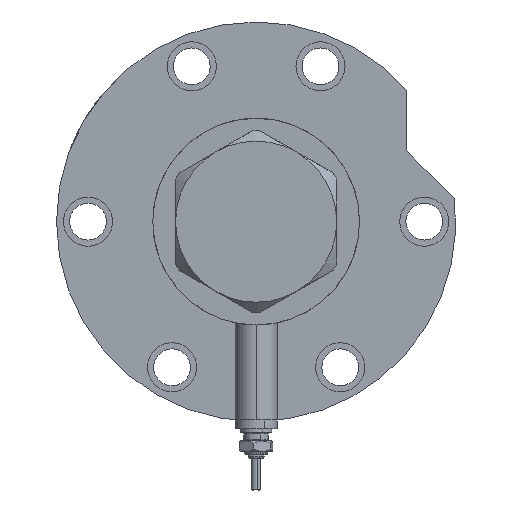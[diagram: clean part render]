
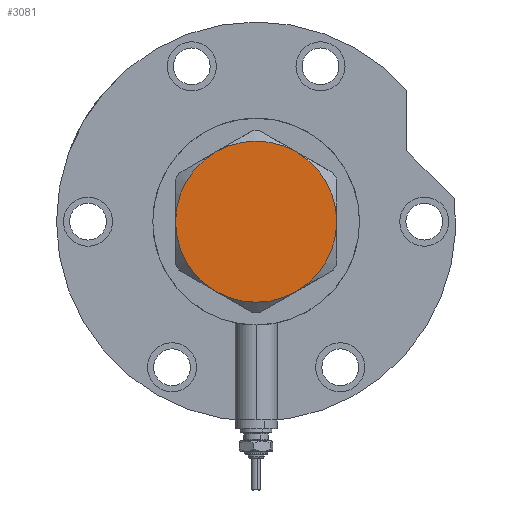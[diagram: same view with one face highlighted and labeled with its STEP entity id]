
A CAD part, left-side view. The second image highlights one B-rep face of the part: STEP entity #3081.
In plain terms, the highlighted face is planar.
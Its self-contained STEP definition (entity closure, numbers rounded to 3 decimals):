
#20 = ORIENTED_EDGE ( 'NONE', *, *, #7504, .T. ) ;
#162 = PLANE ( 'NONE',  #1243 ) ;
#306 = CARTESIAN_POINT ( 'NONE',  ( 0., 0., 13. ) ) ;
#538 = VERTEX_POINT ( 'NONE', #6290 ) ;
#553 = DIRECTION ( 'NONE',  ( 1., 0., 0. ) ) ;
#750 = EDGE_LOOP ( 'NONE', ( #5230, #5749, #3276, #20, #1898, #6116 ) ) ;
#795 = EDGE_CURVE ( 'NONE', #7084, #3704, #4857, .T. ) ;
#812 = DIRECTION ( 'NONE',  ( 0., 0., 1. ) ) ;
#1243 = AXIS2_PLACEMENT_3D ( 'NONE', #2992, #812, #5323 ) ;
#1249 = AXIS2_PLACEMENT_3D ( 'NONE', #7356, #4451, #553 ) ;
#1470 = CIRCLE ( 'NONE', #3294, 23. ) ;
#1474 = DIRECTION ( 'NONE',  ( 0., 0., 1. ) ) ;
#1493 = CARTESIAN_POINT ( 'NONE',  ( 0., 0., 13. ) ) ;
#1814 = AXIS2_PLACEMENT_3D ( 'NONE', #1493, #3821, #6134 ) ;
#1898 = ORIENTED_EDGE ( 'NONE', *, *, #795, .T. ) ;
#2054 = CIRCLE ( 'NONE', #5092, 23. ) ;
#2271 = DIRECTION ( 'NONE',  ( 1., 0., 0. ) ) ;
#2859 = CARTESIAN_POINT ( 'NONE',  ( -11.5, -19.919, 13. ) ) ;
#2905 = AXIS2_PLACEMENT_3D ( 'NONE', #306, #7199, #7264 ) ;
#2992 = CARTESIAN_POINT ( 'NONE',  ( 0., 0., 13. ) ) ;
#3081 = ADVANCED_FACE ( 'NONE', ( #4751 ), #162, .T. ) ;
#3245 = VERTEX_POINT ( 'NONE', #6739 ) ;
#3268 = CARTESIAN_POINT ( 'NONE',  ( 0., 0., 13. ) ) ;
#3276 = ORIENTED_EDGE ( 'NONE', *, *, #5766, .T. ) ;
#3294 = AXIS2_PLACEMENT_3D ( 'NONE', #3268, #3814, #6129 ) ;
#3546 = CIRCLE ( 'NONE', #4027, 23. ) ;
#3704 = VERTEX_POINT ( 'NONE', #2859 ) ;
#3814 = DIRECTION ( 'NONE',  ( 0., 0., 1. ) ) ;
#3821 = DIRECTION ( 'NONE',  ( 0., 0., 1. ) ) ;
#3938 = CARTESIAN_POINT ( 'NONE',  ( -23., 0., 13. ) ) ;
#3981 = VERTEX_POINT ( 'NONE', #4456 ) ;
#4027 = AXIS2_PLACEMENT_3D ( 'NONE', #4372, #1474, #4307 ) ;
#4059 = EDGE_CURVE ( 'NONE', #3245, #4677, #1470, .T. ) ;
#4307 = DIRECTION ( 'NONE',  ( 1., 0., 0. ) ) ;
#4372 = CARTESIAN_POINT ( 'NONE',  ( 0., 0., 13. ) ) ;
#4435 = EDGE_CURVE ( 'NONE', #3704, #538, #3546, .T. ) ;
#4451 = DIRECTION ( 'NONE',  ( 0., 0., 1. ) ) ;
#4456 = CARTESIAN_POINT ( 'NONE',  ( -11.5, 19.919, 13. ) ) ;
#4655 = CIRCLE ( 'NONE', #1249, 23. ) ;
#4677 = VERTEX_POINT ( 'NONE', #7077 ) ;
#4751 = FACE_OUTER_BOUND ( 'NONE', #750, .T. ) ;
#4857 = CIRCLE ( 'NONE', #2905, 23. ) ;
#5092 = AXIS2_PLACEMENT_3D ( 'NONE', #7079, #6500, #2271 ) ;
#5230 = ORIENTED_EDGE ( 'NONE', *, *, #6732, .T. ) ;
#5323 = DIRECTION ( 'NONE',  ( 1., 0., 0. ) ) ;
#5692 = CIRCLE ( 'NONE', #1814, 23. ) ;
#5749 = ORIENTED_EDGE ( 'NONE', *, *, #4059, .T. ) ;
#5766 = EDGE_CURVE ( 'NONE', #4677, #3981, #4655, .T. ) ;
#6116 = ORIENTED_EDGE ( 'NONE', *, *, #4435, .T. ) ;
#6129 = DIRECTION ( 'NONE',  ( 1., 0., 0. ) ) ;
#6134 = DIRECTION ( 'NONE',  ( 1., 0., 0. ) ) ;
#6290 = CARTESIAN_POINT ( 'NONE',  ( 11.5, -19.919, 13. ) ) ;
#6500 = DIRECTION ( 'NONE',  ( 0., 0., 1. ) ) ;
#6732 = EDGE_CURVE ( 'NONE', #538, #3245, #2054, .T. ) ;
#6739 = CARTESIAN_POINT ( 'NONE',  ( 23., 0., 13. ) ) ;
#7077 = CARTESIAN_POINT ( 'NONE',  ( 11.5, 19.919, 13. ) ) ;
#7079 = CARTESIAN_POINT ( 'NONE',  ( 0., 0., 13. ) ) ;
#7084 = VERTEX_POINT ( 'NONE', #3938 ) ;
#7199 = DIRECTION ( 'NONE',  ( 0., 0., 1. ) ) ;
#7264 = DIRECTION ( 'NONE',  ( 1., 0., 0. ) ) ;
#7356 = CARTESIAN_POINT ( 'NONE',  ( 0., 0., 13. ) ) ;
#7504 = EDGE_CURVE ( 'NONE', #3981, #7084, #5692, .T. ) ;
